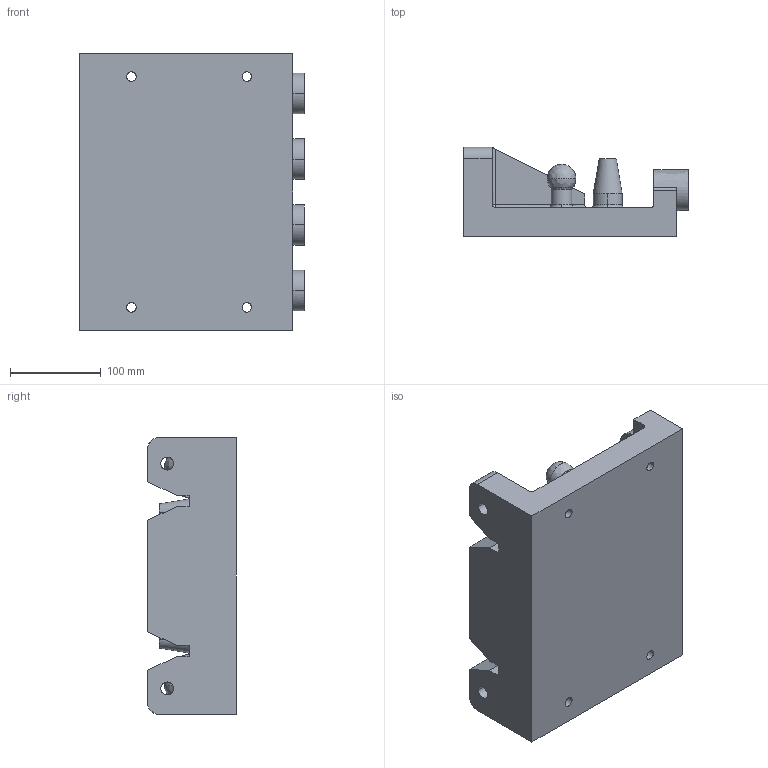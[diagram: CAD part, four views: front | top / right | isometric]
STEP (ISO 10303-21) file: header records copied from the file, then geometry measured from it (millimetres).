
FILE_DESCRIPTION(/* description */ (''),/* implementation_level */ '2;1');
FILE_NAME(/* name */ 'NI3774~1',/* time_stamp */ '2015-07-22T17:11:12-04:00',/* author */ (''),/* organization */ (''),/* preprocessor_version */ 'ST-DEVELOPER v15',/* originating_system */ '',/* authorisation */ '');
FILE_SCHEMA (('CONFIG_CONTROL_DESIGN'));
Length unit declared in the file: inch
Products named in the file (1): Document
Bounding box: 247.65 x 97.79 x 304.8 mm (x, y, z)
Volume: 3328517.1 mm3; surface area: 282243.6 mm2
Topology: 1 solids, 1 shells, 152 faces, 470 edges, 324 vertices
Faces by surface type: bspline 105, plane 47
Entity records: 7153 total; most frequent: CARTESIAN_POINT 4517, ORIENTED_EDGE 912, EDGE_CURVE 456, VERTEX_POINT 324, EDGE_LOOP 190, B_SPLINE_CURVE_WITH_KNOTS 177, ADVANCED_FACE 152, FACE_OUTER_BOUND 152
